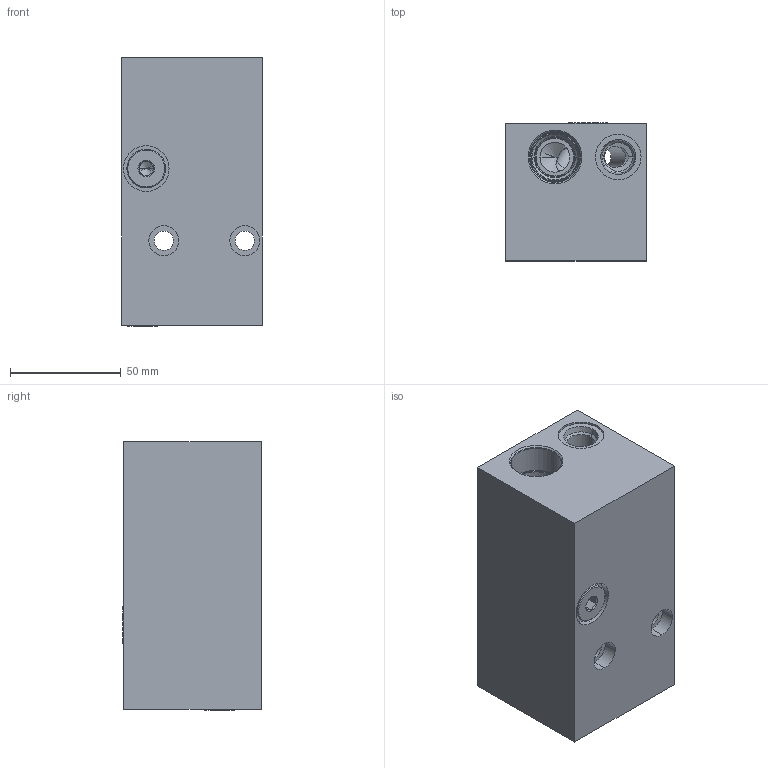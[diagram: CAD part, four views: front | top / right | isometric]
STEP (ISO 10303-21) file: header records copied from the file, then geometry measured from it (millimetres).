
FILE_DESCRIPTION((''),'2;1');
FILE_NAME('WDA_ASM','2019-10-01T',('ProEService'),(''),'PRO/ENGINEER BY PARAMETRIC TECHNOLOGY CORPORATION, 2014200','PRO/ENGINEER BY PARAMETRIC TECHNOLOGY CORPORATION, 2014200','');
FILE_SCHEMA(('CONFIG_CONTROL_DESIGN'));
Length unit declared in the file: inch
Products named in the file (5): 152-806-002; 500-001-113; A330-006-004; A330-006-006; WDA_ASM
Assembly tree (4 placements, depth 2):
  WDA_ASM
    152-806-002
    500-001-113
    A330-006-004
    A330-006-006
Bounding box: 63.5 x 62.38 x 121.18 mm (x, y, z)
Volume: 405110.5 mm3; surface area: 62688.5 mm2
Topology: 4 solids, 4 shells, 241 faces, 805 edges, 686 vertices
Faces by surface type: cylinder 88, cone 86, plane 49, torus 12, revolution 4, sphere 2
Entity records: 10088 total; most frequent: CARTESIAN_POINT 3190, DIRECTION 1471, ORIENTED_EDGE 1120, EDGE_CURVE 560, AXIS2_PLACEMENT_3D 505, VECTOR 457, LINE 457, VERTEX_POINT 333
